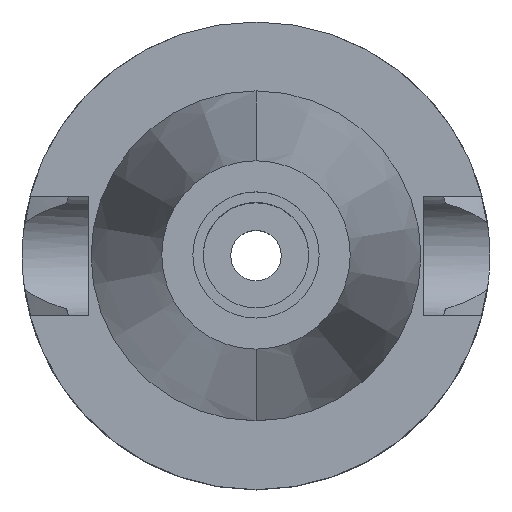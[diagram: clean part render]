
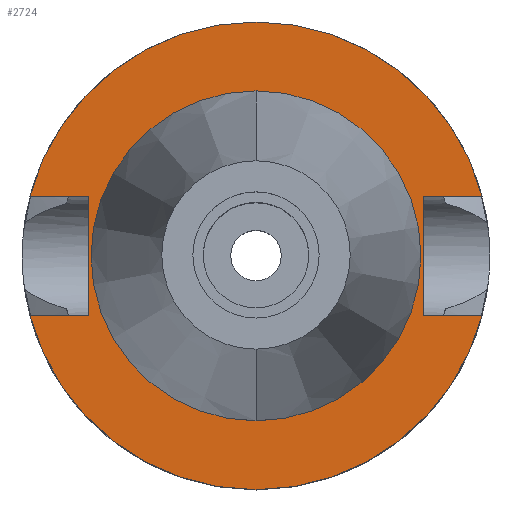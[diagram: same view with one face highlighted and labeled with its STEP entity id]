
A CAD part, top view. The second image highlights one B-rep face of the part: STEP entity #2724.
In plain terms, the highlighted planar face has unit normal (0, 0, 1).
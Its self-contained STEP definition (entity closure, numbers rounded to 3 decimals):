
#94=DIRECTION('',(0.,1.,0.));
#95=VECTOR('',#94,16.1);
#96=CARTESIAN_POINT('',(-22.5,-8.05,-1.));
#97=LINE('',#96,#95);
#101=DIRECTION('',(-1.,0.,0.));
#102=VECTOR('',#101,7.954);
#103=CARTESIAN_POINT('',(-22.5,8.05,-1.));
#104=LINE('',#103,#102);
#108=CARTESIAN_POINT('',(0.,0.,-1.));
#109=DIRECTION('',(0.,0.,-1.));
#110=DIRECTION('',(-0.967,0.256,0.));
#111=AXIS2_PLACEMENT_3D('',#108,#109,#110);
#116=CARTESIAN_POINT('',(0.,0.,-1.));
#117=DIRECTION('',(0.,0.,-1.));
#118=DIRECTION('',(0.,1.,0.));
#119=AXIS2_PLACEMENT_3D('',#116,#117,#118);
#124=DIRECTION('',(0.,-1.,0.));
#125=VECTOR('',#124,16.1);
#126=CARTESIAN_POINT('',(22.5,8.05,-1.));
#127=LINE('',#126,#125);
#131=DIRECTION('',(1.,0.,0.));
#132=VECTOR('',#131,7.954);
#133=CARTESIAN_POINT('',(22.5,-8.05,-1.));
#134=LINE('',#133,#132);
#138=CARTESIAN_POINT('',(0.,0.,-1.));
#139=DIRECTION('',(0.,0.,-1.));
#140=DIRECTION('',(0.967,-0.256,0.));
#141=AXIS2_PLACEMENT_3D('',#138,#139,#140);
#146=CARTESIAN_POINT('',(0.,0.,-1.));
#147=DIRECTION('',(0.,0.,-1.));
#148=DIRECTION('',(0.,-1.,0.));
#149=AXIS2_PLACEMENT_3D('',#146,#147,#148);
#154=CARTESIAN_POINT('',(0.,0.,-1.));
#155=DIRECTION('',(0.,0.,1.));
#156=DIRECTION('',(0.,-1.,0.));
#157=AXIS2_PLACEMENT_3D('',#154,#155,#156);
#162=CARTESIAN_POINT('',(0.,0.,-1.));
#163=DIRECTION('',(0.,0.,1.));
#164=DIRECTION('',(0.,1.,0.));
#165=AXIS2_PLACEMENT_3D('',#162,#163,#164);
#200=DIRECTION('',(-1.,0.,0.));
#201=VECTOR('',#200,7.954);
#202=CARTESIAN_POINT('',(-22.5,-8.05,-1.));
#203=LINE('',#202,#201);
#337=DIRECTION('',(1.,0.,0.));
#338=VECTOR('',#337,7.954);
#339=CARTESIAN_POINT('',(22.5,8.05,-1.));
#340=LINE('',#339,#338);
#2545=CARTESIAN_POINT('',(-22.5,-8.05,-1.));
#2546=VERTEX_POINT('',#2545);
#2547=CARTESIAN_POINT('',(-30.454,-8.05,-1.));
#2548=VERTEX_POINT('',#2547);
#2551=CARTESIAN_POINT('',(-22.5,8.05,-1.));
#2552=VERTEX_POINT('',#2551);
#2553=CARTESIAN_POINT('',(-30.454,8.05,-1.));
#2554=VERTEX_POINT('',#2553);
#2555=CARTESIAN_POINT('',(0.,31.5,-1.));
#2556=CARTESIAN_POINT('',(30.454,8.05,-1.));
#2557=VERTEX_POINT('',#2555);
#2558=VERTEX_POINT('',#2556);
#2559=CARTESIAN_POINT('',(22.5,8.05,-1.));
#2560=VERTEX_POINT('',#2559);
#2561=CARTESIAN_POINT('',(22.5,-8.05,-1.));
#2562=VERTEX_POINT('',#2561);
#2563=CARTESIAN_POINT('',(30.454,-8.05,-1.));
#2564=VERTEX_POINT('',#2563);
#2565=CARTESIAN_POINT('',(0.,-31.5,-1.));
#2566=VERTEX_POINT('',#2565);
#2567=CARTESIAN_POINT('',(0.,-22.225,-1.));
#2568=CARTESIAN_POINT('',(0.,22.225,-1.));
#2569=VERTEX_POINT('',#2567);
#2570=VERTEX_POINT('',#2568);
#2693=CARTESIAN_POINT('',(0.,0.,-1.));
#2694=DIRECTION('',(0.,0.,-1.));
#2695=DIRECTION('',(0.,-1.,0.));
#2696=AXIS2_PLACEMENT_3D('',#2693,#2694,#2695);
#2697=PLANE('',#2696);
#2699=ORIENTED_EDGE('',*,*,#2698,.T.);
#2701=ORIENTED_EDGE('',*,*,#2700,.T.);
#2703=ORIENTED_EDGE('',*,*,#2702,.T.);
#2705=ORIENTED_EDGE('',*,*,#2704,.T.);
#2707=ORIENTED_EDGE('',*,*,#2706,.F.);
#2709=ORIENTED_EDGE('',*,*,#2708,.T.);
#2711=ORIENTED_EDGE('',*,*,#2710,.T.);
#2713=ORIENTED_EDGE('',*,*,#2712,.T.);
#2715=ORIENTED_EDGE('',*,*,#2714,.T.);
#2717=ORIENTED_EDGE('',*,*,#2716,.F.);
#2718=EDGE_LOOP('',(#2699,#2701,#2703,#2705,#2707,#2709,#2711,#2713,#2715,
#2717));
#2719=FACE_OUTER_BOUND('',#2718,.F.);
#2720=ORIENTED_EDGE('',*,*,#2672,.T.);
#2721=ORIENTED_EDGE('',*,*,#2688,.T.);
#2722=EDGE_LOOP('',(#2720,#2721));
#2723=FACE_BOUND('',#2722,.F.);
#112=CIRCLE('',#111,31.5);
#120=CIRCLE('',#119,31.5);
#142=CIRCLE('',#141,31.5);
#150=CIRCLE('',#149,31.5);
#158=CIRCLE('',#157,22.225);
#166=CIRCLE('',#165,22.225);
#2672=EDGE_CURVE('',#2569,#2570,#158,.T.);
#2688=EDGE_CURVE('',#2570,#2569,#166,.T.);
#2698=EDGE_CURVE('',#2546,#2552,#97,.T.);
#2700=EDGE_CURVE('',#2552,#2554,#104,.T.);
#2702=EDGE_CURVE('',#2554,#2557,#112,.T.);
#2704=EDGE_CURVE('',#2557,#2558,#120,.T.);
#2706=EDGE_CURVE('',#2560,#2558,#340,.T.);
#2708=EDGE_CURVE('',#2560,#2562,#127,.T.);
#2710=EDGE_CURVE('',#2562,#2564,#134,.T.);
#2712=EDGE_CURVE('',#2564,#2566,#142,.T.);
#2714=EDGE_CURVE('',#2566,#2548,#150,.T.);
#2716=EDGE_CURVE('',#2546,#2548,#203,.T.);
#2724=ADVANCED_FACE('',(#2719,#2723),#2697,.F.);
